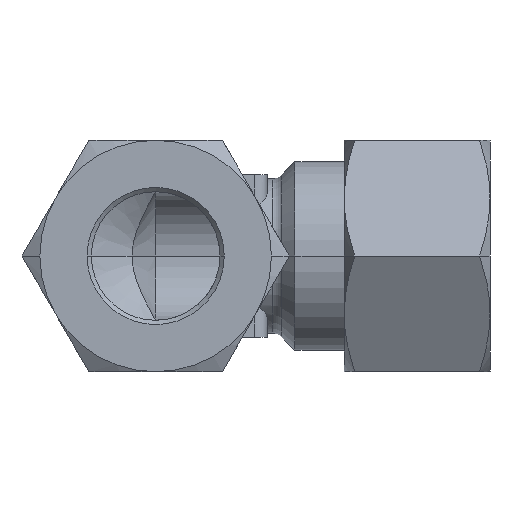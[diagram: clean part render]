
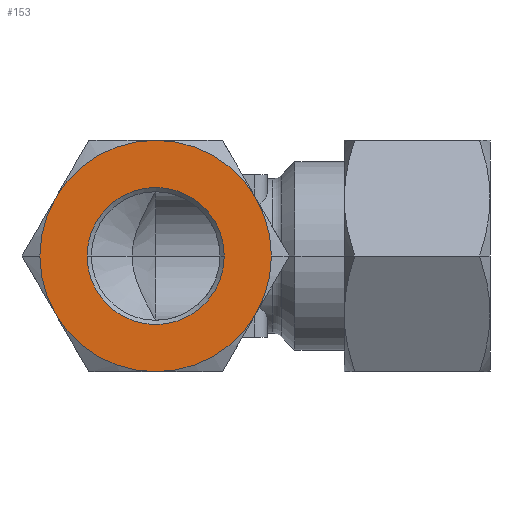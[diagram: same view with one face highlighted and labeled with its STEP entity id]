
A CAD part, front view. The second image highlights one B-rep face of the part: STEP entity #153.
In plain terms, the highlighted planar face has unit normal (0, -1, 0).
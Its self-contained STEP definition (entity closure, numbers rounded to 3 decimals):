
#153=ADVANCED_FACE('',(#381,#382),#383,.F.);
#381=FACE_BOUND('',#621,.T.);
#382=FACE_OUTER_BOUND('',#622,.T.);
#383=PLANE('',#623);
#621=EDGE_LOOP('',(#1464,#1465));
#622=EDGE_LOOP('',(#1466,#1467,#1468,#1469,#1470,#1471,#1472,#1473));
#623=AXIS2_PLACEMENT_3D('',#1474,#1475,#1476);
#1464=ORIENTED_EDGE('',*,*,#1694,.T.);
#1465=ORIENTED_EDGE('',*,*,#1690,.T.);
#1466=ORIENTED_EDGE('',*,*,#1730,.F.);
#1467=ORIENTED_EDGE('',*,*,#1648,.F.);
#1468=ORIENTED_EDGE('',*,*,#1733,.F.);
#1469=ORIENTED_EDGE('',*,*,#1735,.F.);
#1470=ORIENTED_EDGE('',*,*,#1739,.F.);
#1471=ORIENTED_EDGE('',*,*,#1740,.F.);
#1472=ORIENTED_EDGE('',*,*,#1646,.F.);
#1473=ORIENTED_EDGE('',*,*,#1744,.F.);
#1474=CARTESIAN_POINT('',(0.0,-39.0,0.0));
#1475=DIRECTION('',(0.0,1.0,-0.0));
#1476=DIRECTION('',(-0.0,0.0,1.0));
#1646=EDGE_CURVE('',#1997,#1995,#1999,.T.);
#1648=EDGE_CURVE('',#2000,#2003,#2004,.T.);
#1690=EDGE_CURVE('',#2074,#2076,#2078,.T.);
#1694=EDGE_CURVE('',#2076,#2074,#2083,.T.);
#1730=EDGE_CURVE('',#2003,#2136,#2137,.T.);
#1733=EDGE_CURVE('',#2139,#2000,#2141,.T.);
#1735=EDGE_CURVE('',#2143,#2139,#2145,.T.);
#1739=EDGE_CURVE('',#2149,#2143,#2151,.T.);
#1740=EDGE_CURVE('',#1995,#2149,#2152,.T.);
#1744=EDGE_CURVE('',#2136,#1997,#2157,.T.);
#1995=VERTEX_POINT('',#2650);
#1997=VERTEX_POINT('',#2653);
#1999=CIRCLE('',#2666,13.5);
#2000=VERTEX_POINT('',#2667);
#2003=VERTEX_POINT('',#2671);
#2004=CIRCLE('',#2672,13.5);
#2074=VERTEX_POINT('',#2873);
#2076=VERTEX_POINT('',#2876);
#2078=CIRCLE('',#2879,8.0);
#2083=CIRCLE('',#2910,8.0);
#2136=VERTEX_POINT('',#3131);
#2137=CIRCLE('',#3132,13.5);
#2139=VERTEX_POINT('',#3145);
#2141=CIRCLE('',#3158,13.5);
#2143=VERTEX_POINT('',#3160);
#2145=CIRCLE('',#3173,13.5);
#2149=VERTEX_POINT('',#3199);
#2151=CIRCLE('',#3212,13.5);
#2152=CIRCLE('',#3213,13.5);
#2157=CIRCLE('',#3251,13.5);
#2650=CARTESIAN_POINT('',(-13.5,-39.0,0.));
#2653=CARTESIAN_POINT('',(-11.691,-39.0,-6.75));
#2666=AXIS2_PLACEMENT_3D('',#3915,#3916,#3917);
#2667=CARTESIAN_POINT('',(13.5,-39.0,0.));
#2671=CARTESIAN_POINT('',(11.691,-39.0,-6.75));
#2672=AXIS2_PLACEMENT_3D('',#3919,#3920,#3921);
#2873=CARTESIAN_POINT('',(-8.0,-39.0,0.));
#2876=CARTESIAN_POINT('',(8.0,-39.0,0.));
#2879=AXIS2_PLACEMENT_3D('',#3980,#3981,#3982);
#2910=AXIS2_PLACEMENT_3D('',#3987,#3988,#3989);
#3131=CARTESIAN_POINT('',(0.,-39.0,-13.5));
#3132=AXIS2_PLACEMENT_3D('',#4046,#4047,#4048);
#3145=CARTESIAN_POINT('',(11.691,-39.0,6.75));
#3158=AXIS2_PLACEMENT_3D('',#4049,#4050,#4051);
#3160=CARTESIAN_POINT('',(0.,-39.0,13.5));
#3173=AXIS2_PLACEMENT_3D('',#4052,#4053,#4054);
#3199=CARTESIAN_POINT('',(-11.691,-39.0,6.75));
#3212=AXIS2_PLACEMENT_3D('',#4055,#4056,#4057);
#3213=AXIS2_PLACEMENT_3D('',#4058,#4059,#4060);
#3251=AXIS2_PLACEMENT_3D('',#4061,#4062,#4063);
#3915=CARTESIAN_POINT('',(0.,-39.0,0.0));
#3916=DIRECTION('',(0.,1.0,0.0));
#3917=DIRECTION('',(-1.0,0.,0.0));
#3919=CARTESIAN_POINT('',(0.,-39.0,0.0));
#3920=DIRECTION('',(0.,1.0,0.0));
#3921=DIRECTION('',(-1.0,0.,0.0));
#3980=CARTESIAN_POINT('',(0.,-39.0,0.0));
#3981=DIRECTION('',(0.0,1.0,-0.0));
#3982=DIRECTION('',(-1.0,0.0,0.0));
#3987=CARTESIAN_POINT('',(0.,-39.0,0.0));
#3988=DIRECTION('',(0.0,1.0,-0.0));
#3989=DIRECTION('',(-1.0,0.0,0.0));
#4046=CARTESIAN_POINT('',(0.,-39.0,0.0));
#4047=DIRECTION('',(0.,1.0,0.0));
#4048=DIRECTION('',(-1.0,0.,0.0));
#4049=CARTESIAN_POINT('',(0.,-39.0,0.0));
#4050=DIRECTION('',(0.,1.0,0.0));
#4051=DIRECTION('',(-1.0,0.,0.0));
#4052=CARTESIAN_POINT('',(0.,-39.0,0.0));
#4053=DIRECTION('',(0.,1.0,0.0));
#4054=DIRECTION('',(-1.0,0.,0.0));
#4055=CARTESIAN_POINT('',(0.,-39.0,0.0));
#4056=DIRECTION('',(0.,1.0,0.0));
#4057=DIRECTION('',(-1.0,0.,0.0));
#4058=CARTESIAN_POINT('',(0.,-39.0,0.0));
#4059=DIRECTION('',(0.,1.0,0.0));
#4060=DIRECTION('',(-1.0,0.,0.0));
#4061=CARTESIAN_POINT('',(0.,-39.0,0.0));
#4062=DIRECTION('',(0.,1.0,0.0));
#4063=DIRECTION('',(-1.0,0.,0.0));
